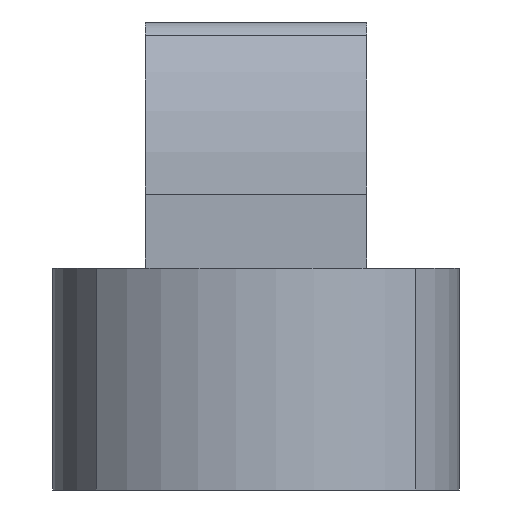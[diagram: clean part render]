
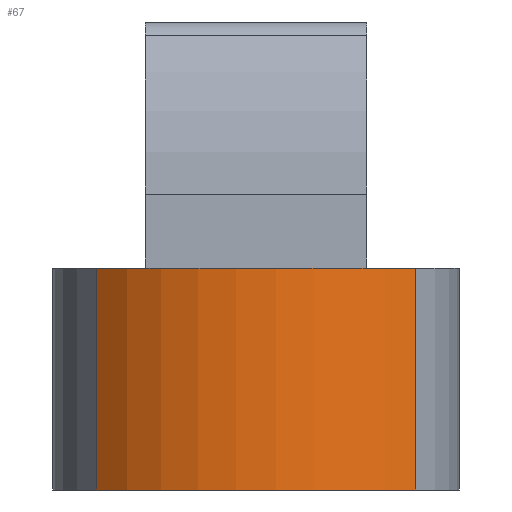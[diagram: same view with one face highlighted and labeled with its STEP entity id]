
A CAD part, front view. The second image highlights one B-rep face of the part: STEP entity #67.
In plain terms, the highlighted cylindrical face has radius 3.174 mm (diameter 6.347 mm), a partial arc.
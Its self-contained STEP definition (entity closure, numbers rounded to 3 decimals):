
#67=ADVANCED_FACE('',(#129),#131,.T.);
#129=FACE_BOUND('',#130,.T.);
#130=EDGE_LOOP('',(#315,#316,#317,#318));
#131=CYLINDRICAL_SURFACE('',#132,3.174);
#132=AXIS2_PLACEMENT_3D('',#133,#134,#135);
#133=CARTESIAN_POINT('',(0.,-7.126,0.));
#134=DIRECTION('',(0.,0.,1.));
#135=DIRECTION('',(-0.681,-0.732,0.));
#315=ORIENTED_EDGE('',*,*,#411,.T.);
#316=ORIENTED_EDGE('',*,*,#439,.T.);
#317=ORIENTED_EDGE('',*,*,#436,.F.);
#318=ORIENTED_EDGE('',*,*,#440,.F.);
#411=EDGE_CURVE('',#475,#476,#477,.T.);
#436=EDGE_CURVE('',#524,#503,#526,.T.);
#439=EDGE_CURVE('',#476,#503,#531,.T.);
#440=EDGE_CURVE('',#475,#524,#532,.T.);
#475=VERTEX_POINT('',#583);
#476=VERTEX_POINT('',#584);
#477=CIRCLE('',#585,3.174);
#503=VERTEX_POINT('',#651);
#524=VERTEX_POINT('',#700);
#526=CIRCLE('',#705,3.174);
#531=LINE('',#719,#720);
#532=LINE('',#722,#723);
#583=CARTESIAN_POINT('',(-2.162,-9.45,0.));
#584=CARTESIAN_POINT('',(2.162,-9.45,0.));
#585=AXIS2_PLACEMENT_3D('',#586,#587,#588);
#586=CARTESIAN_POINT('',(0.,-7.126,0.));
#587=DIRECTION('',(0.,0.,1.));
#588=DIRECTION('',(-0.681,-0.732,0.));
#651=CARTESIAN_POINT('',(2.162,-9.45,3.));
#700=CARTESIAN_POINT('',(-2.162,-9.45,3.));
#705=AXIS2_PLACEMENT_3D('',#706,#707,#708);
#706=CARTESIAN_POINT('',(0.,-7.126,3.));
#707=DIRECTION('',(0.,0.,1.));
#708=DIRECTION('',(-0.681,-0.732,0.));
#719=CARTESIAN_POINT('',(2.162,-9.45,0.));
#720=VECTOR('',#721,1.);
#721=DIRECTION('',(0.,0.,1.));
#722=CARTESIAN_POINT('',(-2.162,-9.45,0.));
#723=VECTOR('',#724,1.);
#724=DIRECTION('',(0.,0.,1.));
